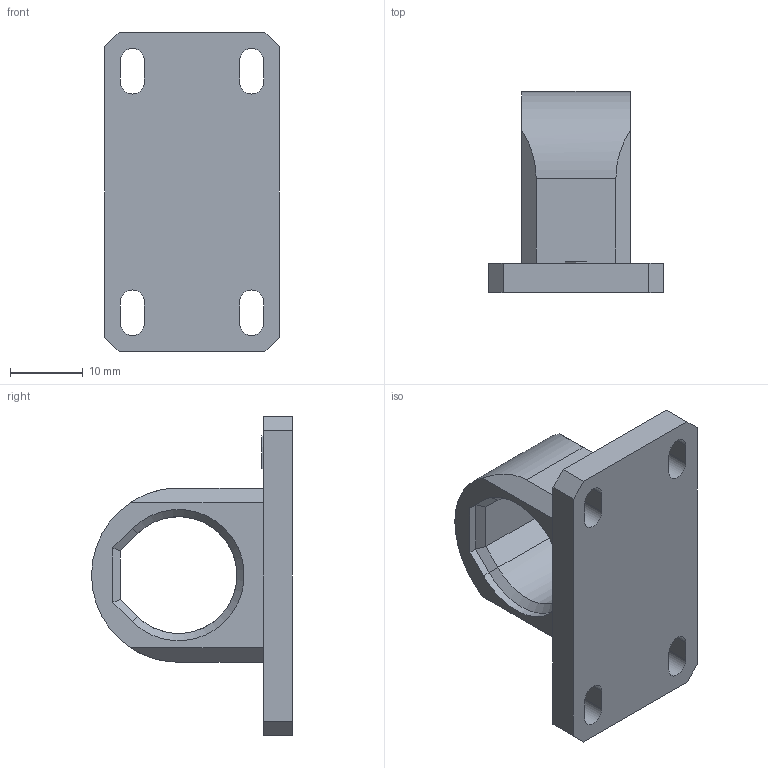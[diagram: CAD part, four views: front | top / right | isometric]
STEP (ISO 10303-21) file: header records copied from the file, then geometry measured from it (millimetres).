
FILE_DESCRIPTION(/* description */ (''),/* implementation_level */ '2;1');
FILE_NAME(/* name */ 'V05-01-03-01 - Y axis shaft end holder v10.step',/* time_stamp */ '2021-07-12T22:58:53+03:00',/* author */ (''),/* organization */ (''),/* preprocessor_version */ 'ST-DEVELOPER v18.1',/* originating_system */ 'Autodesk Translation Framework v10.9.0.1377',/* authorisation */ '');
FILE_SCHEMA (('AUTOMOTIVE_DESIGN { 1 0 10303 214 3 1 1 }'));
Length unit declared in the file: millimetre
Products named in the file (1): V05-01-03-01 - Y axis shaft end holder
Bounding box: 24.12 x 27.7 x 44 mm (x, y, z)
Volume: 8132 mm3; surface area: 4563.7 mm2
Topology: 1 solids, 1 shells, 63 faces, 161 edges, 102 vertices
Faces by surface type: plane 48, cylinder 12, bspline 2, cone 1
Entity records: 1993 total; most frequent: CARTESIAN_POINT 402, ORIENTED_EDGE 322, DIRECTION 307, EDGE_CURVE 161, LINE 129, VECTOR 129, VERTEX_POINT 102, AXIS2_PLACEMENT_3D 89
